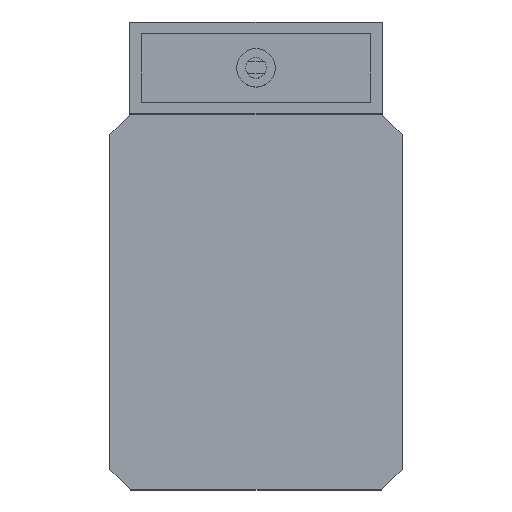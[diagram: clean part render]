
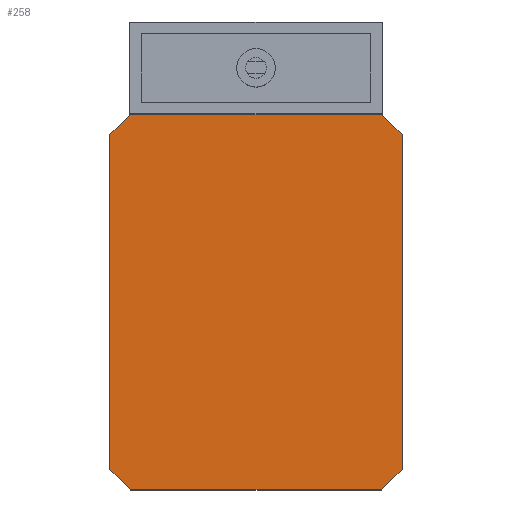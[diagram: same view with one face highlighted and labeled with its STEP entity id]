
A CAD part, top view. The second image highlights one B-rep face of the part: STEP entity #258.
In plain terms, the highlighted planar face has unit normal (0, 0, 1).
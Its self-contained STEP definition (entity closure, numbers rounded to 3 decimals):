
#87=FACE_OUTER_BOUND('',#341,.T.);
#139=LINE('',#944,#207);
#141=LINE('',#948,#209);
#145=LINE('',#957,#213);
#151=LINE('',#971,#219);
#153=LINE('',#975,#221);
#154=LINE('',#976,#222);
#155=LINE('',#977,#223);
#156=LINE('',#978,#224);
#207=VECTOR('',#785,1.);
#209=VECTOR('',#789,1.);
#213=VECTOR('',#795,1.);
#219=VECTOR('',#803,1.);
#221=VECTOR('',#807,1.);
#222=VECTOR('',#808,1.);
#223=VECTOR('',#809,1.);
#224=VECTOR('',#810,1.);
#258=ADVANCED_FACE('',(#87),#291,.T.);
#291=PLANE('',#667);
#341=EDGE_LOOP('',(#465,#466,#467,#468,#469,#470,#471,#472));
#465=ORIENTED_EDGE('',*,*,#601,.T.);
#466=ORIENTED_EDGE('',*,*,#615,.T.);
#467=ORIENTED_EDGE('',*,*,#603,.T.);
#468=ORIENTED_EDGE('',*,*,#616,.T.);
#469=ORIENTED_EDGE('',*,*,#607,.T.);
#470=ORIENTED_EDGE('',*,*,#617,.T.);
#471=ORIENTED_EDGE('',*,*,#613,.T.);
#472=ORIENTED_EDGE('',*,*,#618,.T.);
#534=VERTEX_POINT('',#943);
#535=VERTEX_POINT('',#945);
#536=VERTEX_POINT('',#949);
#537=VERTEX_POINT('',#950);
#540=VERTEX_POINT('',#958);
#541=VERTEX_POINT('',#959);
#546=VERTEX_POINT('',#970);
#547=VERTEX_POINT('',#972);
#601=EDGE_CURVE('',#535,#534,#139,.T.);
#603=EDGE_CURVE('',#536,#537,#141,.T.);
#607=EDGE_CURVE('',#540,#541,#145,.T.);
#613=EDGE_CURVE('',#547,#546,#151,.T.);
#615=EDGE_CURVE('',#534,#536,#153,.T.);
#616=EDGE_CURVE('',#537,#540,#154,.T.);
#617=EDGE_CURVE('',#541,#547,#155,.T.);
#618=EDGE_CURVE('',#546,#535,#156,.T.);
#667=AXIS2_PLACEMENT_3D('',#979,#811,#812);
#785=DIRECTION('',(0.,-1.,0.));
#789=DIRECTION('',(1.,0.,0.));
#795=DIRECTION('',(0.,1.,0.));
#803=DIRECTION('',(-1.,0.,0.));
#807=DIRECTION('',(0.707,-0.707,0.));
#808=DIRECTION('',(0.707,0.707,0.));
#809=DIRECTION('',(-0.707,0.707,0.));
#810=DIRECTION('',(-0.707,-0.707,0.));
#811=DIRECTION('',(0.,0.,1.));
#812=DIRECTION('',(1.,0.,0.));
#943=CARTESIAN_POINT('',(-35.,-96.,-17.));
#944=CARTESIAN_POINT('',(-35.,-11.,-17.));
#945=CARTESIAN_POINT('',(-35.,-16.,-17.));
#948=CARTESIAN_POINT('',(-35.,-101.,-17.));
#949=CARTESIAN_POINT('',(-30.,-101.,-17.));
#950=CARTESIAN_POINT('',(30.,-101.,-17.));
#957=CARTESIAN_POINT('',(35.,-101.,-17.));
#958=CARTESIAN_POINT('',(35.,-96.,-17.));
#959=CARTESIAN_POINT('',(35.,-16.,-17.));
#970=CARTESIAN_POINT('',(-30.,-11.,-17.));
#971=CARTESIAN_POINT('',(35.,-11.,-17.));
#972=CARTESIAN_POINT('',(30.,-11.,-17.));
#975=CARTESIAN_POINT('',(-65.5,-65.5,-17.));
#976=CARTESIAN_POINT('',(65.5,-65.5,-17.));
#977=CARTESIAN_POINT('',(9.5,9.5,-17.));
#978=CARTESIAN_POINT('',(-9.5,9.5,-17.));
#979=CARTESIAN_POINT('',(0.,0.,-17.));
